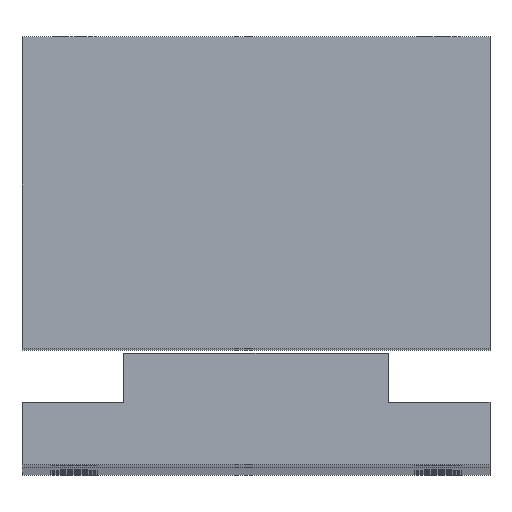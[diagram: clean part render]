
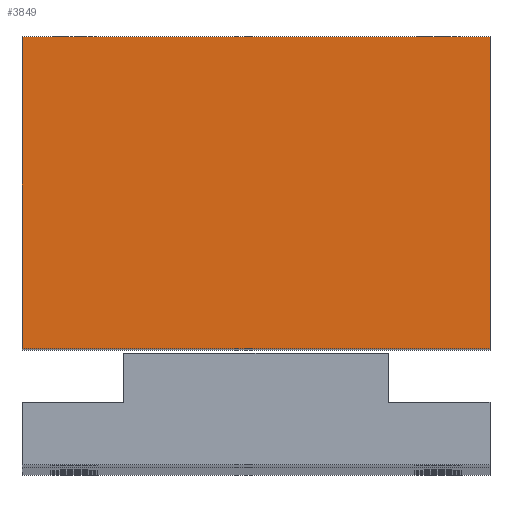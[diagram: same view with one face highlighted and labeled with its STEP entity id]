
A CAD part, top view. The second image highlights one B-rep face of the part: STEP entity #3849.
In plain terms, the highlighted planar face has unit normal (0, 0, 1).
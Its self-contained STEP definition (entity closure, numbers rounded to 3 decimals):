
#69 = EDGE_CURVE ( 'NONE', #4189, #1756, #5656, .T. ) ;
#119 = LINE ( 'NONE', #1482, #3016 ) ;
#242 = EDGE_LOOP ( 'NONE', ( #4900, #4768, #2137, #5109 ) ) ;
#291 = CARTESIAN_POINT ( 'NONE',  ( 0., 0., 105. ) ) ;
#674 = DIRECTION ( 'NONE',  ( 1., 0., 0. ) ) ;
#811 = VERTEX_POINT ( 'NONE', #1938 ) ;
#888 = VECTOR ( 'NONE', #3718, 1000. ) ;
#939 = EDGE_CURVE ( 'NONE', #811, #4189, #4795, .T. ) ;
#1229 = AXIS2_PLACEMENT_3D ( 'NONE', #2552, #4390, #5346 ) ;
#1482 = CARTESIAN_POINT ( 'NONE',  ( 0., 30., 105. ) ) ;
#1756 = VERTEX_POINT ( 'NONE', #4141 ) ;
#1794 = EDGE_CURVE ( 'NONE', #2520, #811, #5470, .T. ) ;
#1938 = CARTESIAN_POINT ( 'NONE',  ( 0., 0., 105. ) ) ;
#1971 = DIRECTION ( 'NONE',  ( 0., 1., 0. ) ) ;
#2054 = EDGE_CURVE ( 'NONE', #1756, #2520, #119, .T. ) ;
#2137 = ORIENTED_EDGE ( 'NONE', *, *, #69, .T. ) ;
#2520 = VERTEX_POINT ( 'NONE', #2865 ) ;
#2552 = CARTESIAN_POINT ( 'NONE',  ( 0., 0., 105. ) ) ;
#2865 = CARTESIAN_POINT ( 'NONE',  ( 0., 30., 105. ) ) ;
#3016 = VECTOR ( 'NONE', #4709, 1000. ) ;
#3512 = FACE_OUTER_BOUND ( 'NONE', #242, .T. ) ;
#3718 = DIRECTION ( 'NONE',  ( 0., -1., 0. ) ) ;
#3737 = VECTOR ( 'NONE', #674, 1000. ) ;
#3749 = CARTESIAN_POINT ( 'NONE',  ( 0., 0., 105. ) ) ;
#3849 = ADVANCED_FACE ( 'NONE', ( #3512 ), #3905, .F. ) ;
#3905 = PLANE ( 'NONE',  #1229 ) ;
#4141 = CARTESIAN_POINT ( 'NONE',  ( 45., 30., 105. ) ) ;
#4189 = VERTEX_POINT ( 'NONE', #5161 ) ;
#4390 = DIRECTION ( 'NONE',  ( 0., 0., -1. ) ) ;
#4709 = DIRECTION ( 'NONE',  ( -1., 0., 0. ) ) ;
#4768 = ORIENTED_EDGE ( 'NONE', *, *, #939, .T. ) ;
#4795 = LINE ( 'NONE', #291, #3737 ) ;
#4900 = ORIENTED_EDGE ( 'NONE', *, *, #1794, .T. ) ;
#5109 = ORIENTED_EDGE ( 'NONE', *, *, #2054, .T. ) ;
#5161 = CARTESIAN_POINT ( 'NONE',  ( 45., 0., 105. ) ) ;
#5346 = DIRECTION ( 'NONE',  ( -1., 0., 0. ) ) ;
#5470 = LINE ( 'NONE', #3749, #888 ) ;
#5656 = LINE ( 'NONE', #5712, #5917 ) ;
#5712 = CARTESIAN_POINT ( 'NONE',  ( 45., 0., 105. ) ) ;
#5917 = VECTOR ( 'NONE', #1971, 1000. ) ;
